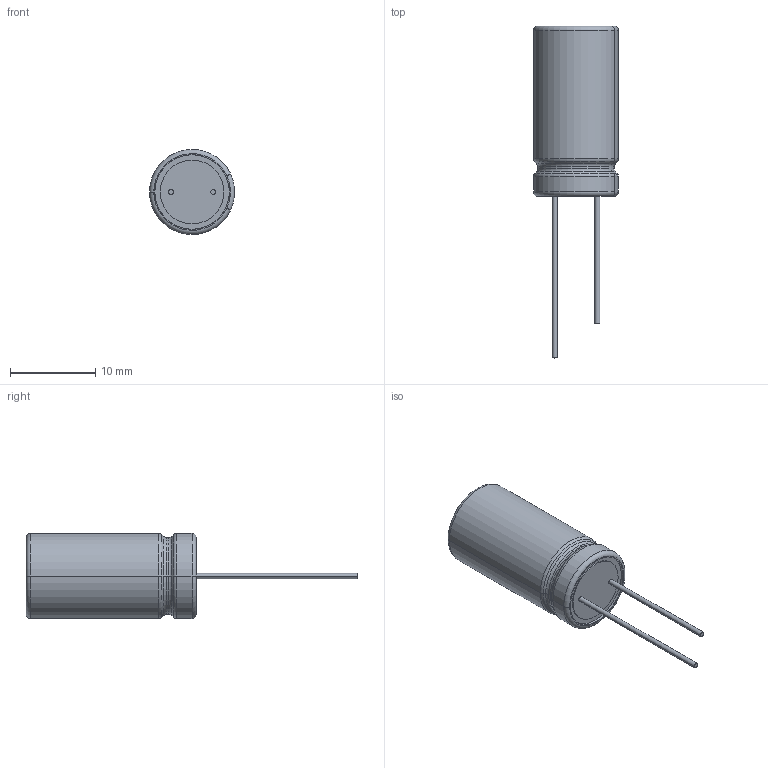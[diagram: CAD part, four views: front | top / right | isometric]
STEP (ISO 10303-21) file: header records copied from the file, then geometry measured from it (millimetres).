
FILE_DESCRIPTION (( 'STEP AP214' ), '1' );
FILE_NAME ('100ZLH100MEFC10X20.STEP', '2024-07-22T22:47:27', ( '' ), ( '' ), 'SwSTEP 2.0', 'SolidWorks 2021', '' );
FILE_SCHEMA (( 'AUTOMOTIVE_DESIGN' ));
Length unit declared in the file: millimetre
Products named in the file (1): 100ZLH100MEFC10X20
Bounding box: 9.98 x 39 x 9.99 mm (x, y, z)
Volume: 1525.1 mm3; surface area: 1565.9 mm2
Topology: 6 solids, 6 shells, 85 faces, 208 edges, 136 vertices
Faces by surface type: plane 33, cylinder 25, torus 21, cone 6
Entity records: 2634 total; most frequent: DIRECTION 497, CARTESIAN_POINT 430, ORIENTED_EDGE 416, EDGE_CURVE 208, AXIS2_PLACEMENT_3D 203, VERTEX_POINT 136, CIRCLE 117, VECTOR 91
